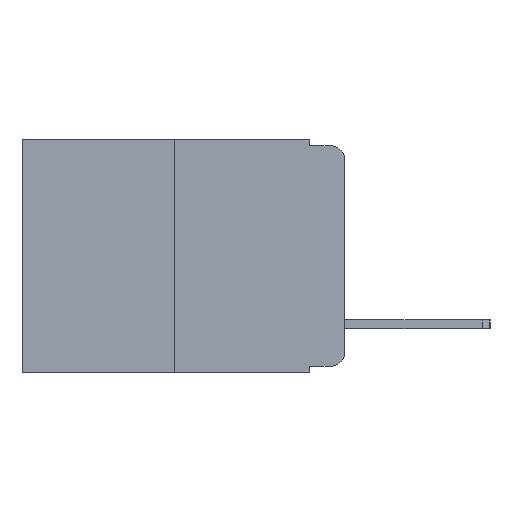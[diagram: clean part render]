
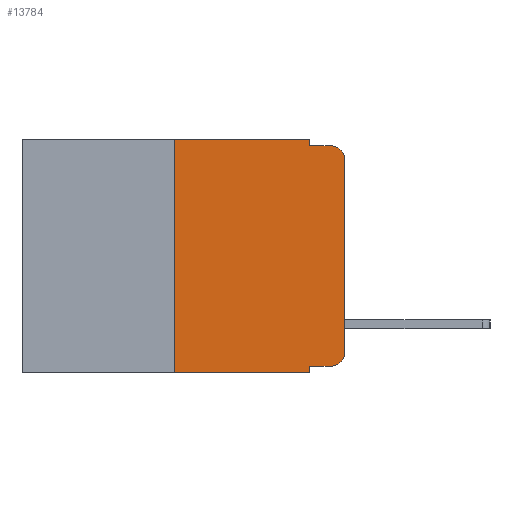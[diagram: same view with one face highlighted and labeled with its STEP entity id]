
A CAD part, left-side view. The second image highlights one B-rep face of the part: STEP entity #13784.
In plain terms, the highlighted planar face has unit normal (-1, 0, 0).
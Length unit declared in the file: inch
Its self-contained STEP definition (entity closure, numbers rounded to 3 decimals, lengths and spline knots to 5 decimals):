
#700 = CARTESIAN_POINT ( 'NONE',  ( 0., 0.02, -0.03 ) ) ;
#849 = EDGE_CURVE ( 'NONE', #9469, #5082, #5202, .T. ) ;
#968 = DIRECTION ( 'NONE',  ( 0., -1., 0. ) ) ;
#1069 = AXIS2_PLACEMENT_3D ( 'NONE', #14272, #1693, #6224 ) ;
#1427 = EDGE_CURVE ( 'NONE', #16175, #2614, #3920, .T. ) ;
#1693 = DIRECTION ( 'NONE',  ( -1., 0., 0. ) ) ;
#1698 = CIRCLE ( 'NONE', #1069, 0.02 ) ;
#1795 = AXIS2_PLACEMENT_3D ( 'NONE', #7870, #2368, #11871 ) ;
#1921 = AXIS2_PLACEMENT_3D ( 'NONE', #700, #10236, #2052 ) ;
#2052 = DIRECTION ( 'NONE',  ( 0., 0., -1. ) ) ;
#2194 = VERTEX_POINT ( 'NONE', #10391 ) ;
#2295 = VERTEX_POINT ( 'NONE', #3945 ) ;
#2368 = DIRECTION ( 'NONE',  ( 1., 0., 0. ) ) ;
#2614 = VERTEX_POINT ( 'NONE', #3730 ) ;
#2618 = VECTOR ( 'NONE', #12274, 39.37008 ) ;
#3180 = VECTOR ( 'NONE', #3788, 39.37008 ) ;
#3213 = CARTESIAN_POINT ( 'NONE',  ( 0., 0.051, 0. ) ) ;
#3223 = LINE ( 'NONE', #10616, #13548 ) ;
#3235 = VERTEX_POINT ( 'NONE', #14544 ) ;
#3557 = EDGE_CURVE ( 'NONE', #5099, #3235, #7265, .T. ) ;
#3643 = DIRECTION ( 'NONE',  ( 0., 0., 1. ) ) ;
#3730 = CARTESIAN_POINT ( 'NONE',  ( 0., 0., -0.03 ) ) ;
#3788 = DIRECTION ( 'NONE',  ( 0., -1., 0. ) ) ;
#3920 = LINE ( 'NONE', #15207, #13390 ) ;
#3945 = CARTESIAN_POINT ( 'NONE',  ( 0., 0.051, -0.343 ) ) ;
#5082 = VERTEX_POINT ( 'NONE', #7813 ) ;
#5099 = VERTEX_POINT ( 'NONE', #3213 ) ;
#5202 = LINE ( 'NONE', #14230, #11990 ) ;
#5946 = VECTOR ( 'NONE', #12567, 39.37008 ) ;
#5977 = LINE ( 'NONE', #7797, #9245 ) ;
#6224 = DIRECTION ( 'NONE',  ( 0., 0., -1. ) ) ;
#6396 = ORIENTED_EDGE ( 'NONE', *, *, #15171, .F. ) ;
#6620 = ORIENTED_EDGE ( 'NONE', *, *, #3557, .F. ) ;
#7015 = VERTEX_POINT ( 'NONE', #14454 ) ;
#7246 = DIRECTION ( 'NONE',  ( 0., 0., -1. ) ) ;
#7265 = LINE ( 'NONE', #7313, #15880 ) ;
#7313 = CARTESIAN_POINT ( 'NONE',  ( 0., 0.051, 0. ) ) ;
#7617 = EDGE_CURVE ( 'NONE', #13418, #16175, #1698, .T. ) ;
#7797 = CARTESIAN_POINT ( 'NONE',  ( 0., 0.473, -0.343 ) ) ;
#7813 = CARTESIAN_POINT ( 'NONE',  ( 0., 0.25, 0. ) ) ;
#7870 = CARTESIAN_POINT ( 'NONE',  ( 0., 0.473, 0. ) ) ;
#7976 = ORIENTED_EDGE ( 'NONE', *, *, #10325, .T. ) ;
#8376 = ORIENTED_EDGE ( 'NONE', *, *, #15279, .T. ) ;
#8928 = CARTESIAN_POINT ( 'NONE',  ( 0., 0.25, -0.343 ) ) ;
#9245 = VECTOR ( 'NONE', #968, 39.37008 ) ;
#9469 = VERTEX_POINT ( 'NONE', #8928 ) ;
#10056 = ORIENTED_EDGE ( 'NONE', *, *, #7617, .T. ) ;
#10236 = DIRECTION ( 'NONE',  ( -1., 0., 0. ) ) ;
#10325 = EDGE_CURVE ( 'NONE', #7015, #13418, #12989, .T. ) ;
#10391 = CARTESIAN_POINT ( 'NONE',  ( 0., 0.02, -0.01 ) ) ;
#10440 = ORIENTED_EDGE ( 'NONE', *, *, #12613, .F. ) ;
#10504 = FACE_OUTER_BOUND ( 'NONE', #15609, .T. ) ;
#10558 = PLANE ( 'NONE',  #1795 ) ;
#10616 = CARTESIAN_POINT ( 'NONE',  ( 0., 0.051, 0. ) ) ;
#10843 = CARTESIAN_POINT ( 'NONE',  ( 0., 0., -0.313 ) ) ;
#11284 = CARTESIAN_POINT ( 'NONE',  ( 0., 0.473, 0. ) ) ;
#11871 = DIRECTION ( 'NONE',  ( 0., 0., -1. ) ) ;
#11990 = VECTOR ( 'NONE', #3643, 39.37008 ) ;
#12274 = DIRECTION ( 'NONE',  ( 0., -1., 0. ) ) ;
#12301 = ORIENTED_EDGE ( 'NONE', *, *, #14268, .T. ) ;
#12567 = DIRECTION ( 'NONE',  ( 0., -1., 0. ) ) ;
#12613 = EDGE_CURVE ( 'NONE', #3235, #2194, #17009, .T. ) ;
#12989 = LINE ( 'NONE', #16211, #2618 ) ;
#13390 = VECTOR ( 'NONE', #13805, 39.37008 ) ;
#13418 = VERTEX_POINT ( 'NONE', #16329 ) ;
#13548 = VECTOR ( 'NONE', #17124, 39.37008 ) ;
#13700 = CIRCLE ( 'NONE', #1921, 0.02 ) ;
#13784 = ADVANCED_FACE ( 'NONE', ( #10504 ), #10558, .F. ) ;
#13805 = DIRECTION ( 'NONE',  ( 0., 0., 1. ) ) ;
#13817 = EDGE_CURVE ( 'NONE', #7015, #2295, #3223, .T. ) ;
#13938 = ORIENTED_EDGE ( 'NONE', *, *, #13817, .F. ) ;
#14107 = ORIENTED_EDGE ( 'NONE', *, *, #1427, .T. ) ;
#14230 = CARTESIAN_POINT ( 'NONE',  ( 0., 0.25, 0. ) ) ;
#14268 = EDGE_CURVE ( 'NONE', #9469, #2295, #5977, .T. ) ;
#14272 = CARTESIAN_POINT ( 'NONE',  ( 0., 0.02, -0.313 ) ) ;
#14454 = CARTESIAN_POINT ( 'NONE',  ( 0., 0.051, -0.333 ) ) ;
#14544 = CARTESIAN_POINT ( 'NONE',  ( 0., 0.051, -0.01 ) ) ;
#14559 = CARTESIAN_POINT ( 'NONE',  ( 0., 0.051, -0.01 ) ) ;
#15171 = EDGE_CURVE ( 'NONE', #5082, #5099, #16170, .T. ) ;
#15207 = CARTESIAN_POINT ( 'NONE',  ( 0., 0., 0. ) ) ;
#15279 = EDGE_CURVE ( 'NONE', #2614, #2194, #13700, .T. ) ;
#15609 = EDGE_LOOP ( 'NONE', ( #14107, #8376, #10440, #6620, #6396, #17019, #12301, #13938, #7976, #10056 ) ) ;
#15880 = VECTOR ( 'NONE', #7246, 39.37008 ) ;
#16170 = LINE ( 'NONE', #11284, #5946 ) ;
#16175 = VERTEX_POINT ( 'NONE', #10843 ) ;
#16211 = CARTESIAN_POINT ( 'NONE',  ( 0., 0.051, -0.333 ) ) ;
#16329 = CARTESIAN_POINT ( 'NONE',  ( 0., 0.02, -0.333 ) ) ;
#17009 = LINE ( 'NONE', #14559, #3180 ) ;
#17019 = ORIENTED_EDGE ( 'NONE', *, *, #849, .F. ) ;
#17124 = DIRECTION ( 'NONE',  ( 0., 0., -1. ) ) ;
